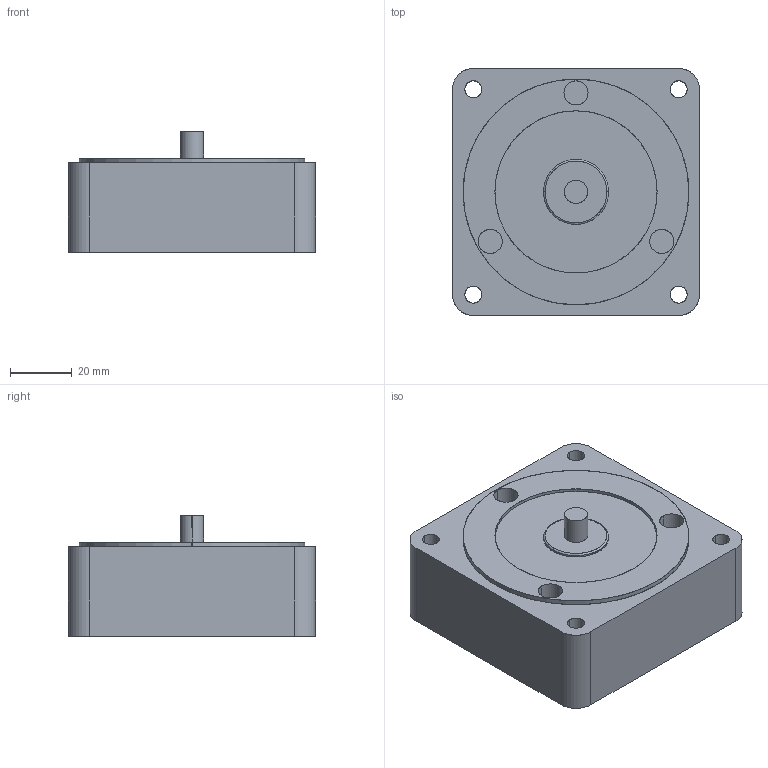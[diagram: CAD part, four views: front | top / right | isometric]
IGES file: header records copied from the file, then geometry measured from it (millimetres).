
Start section: SolidWorks IGES file using analytic representation for surfaces
Global section: file name: 8XD10¡à.IGS; native system: SolidWorks 2012; preprocessor: SolidWorks 2012; author: S180816; date: 190723.164047; units: millimetre
Bounding box: 80 x 80 x 39 mm (x, y, z)
Surface area: 26412.3 mm2 (no closed solid volume)
Topology: 0 solids, 0 shells, 47 faces, 1252 edges, 1252 vertices
Faces by surface type: revolution 30, bspline 17
